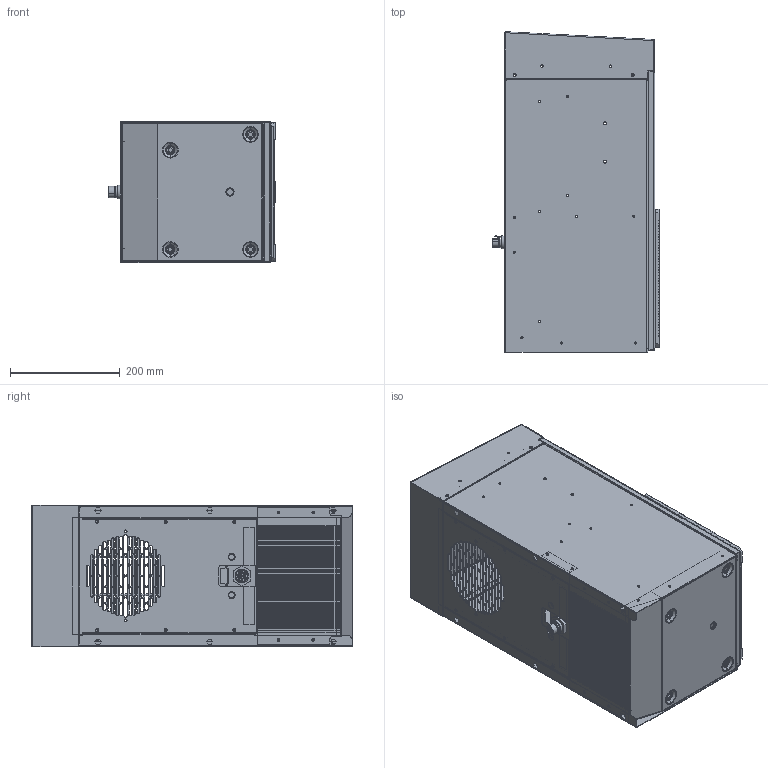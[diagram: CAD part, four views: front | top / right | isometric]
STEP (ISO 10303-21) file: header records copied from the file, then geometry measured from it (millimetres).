
FILE_DESCRIPTION (( 'STEP AP203' ), '1' );
FILE_NAME ('13382336355_Default.step', '2025-03-21T19:48:10', ( 'Windows User' ), ( 'AUTOMATION DIRECT' ), 'SwSTEP 2.0', 'SolidWorks 2024', '' );
FILE_SCHEMA (( 'CONFIG_CONTROL_DESIGN' ));
Products named in the file (1): 13382336355_Default
Bounding box: 304.54 x 583.24 x 257.43 mm (x, y, z)
Volume: 1844097.6 mm3; surface area: 1764937.8 mm2
Topology: 10 solids, 11 shells, 2397 faces, 6382 edges, 4082 vertices
Faces by surface type: plane 1380, cylinder 906, torus 42, bspline 39, cone 22, sphere 8
Entity records: 77768 total; most frequent: CARTESIAN_POINT 16708, ORIENTED_EDGE 12748, DIRECTION 12382, EDGE_CURVE 6374, VECTOR 4148, LINE 4148, AXIS2_PLACEMENT_3D 4117, VERTEX_POINT 4082
